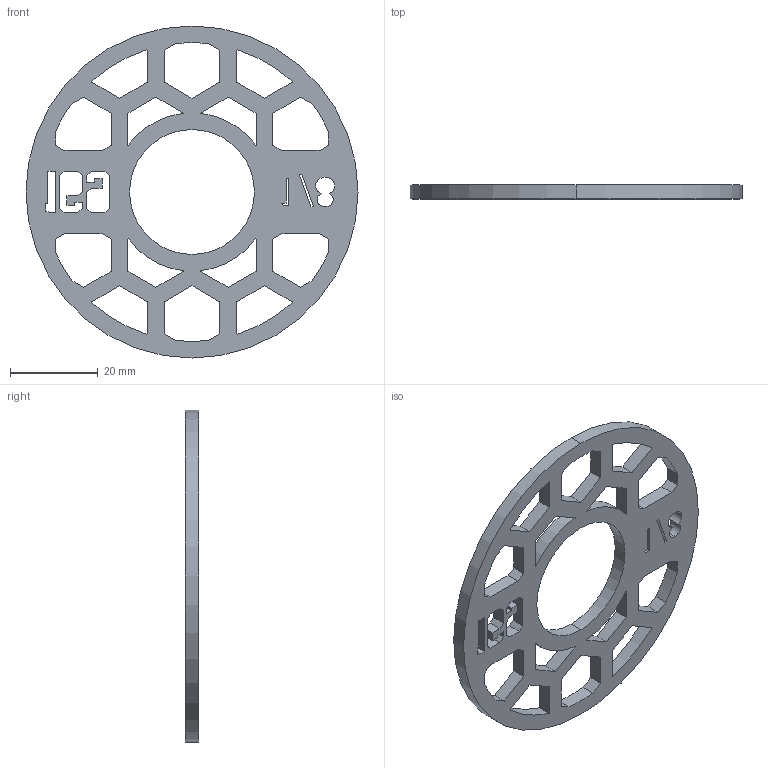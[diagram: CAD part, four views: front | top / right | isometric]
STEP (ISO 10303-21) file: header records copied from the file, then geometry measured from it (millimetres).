
FILE_DESCRIPTION (( 'STEP AP214' ), '1' );
FILE_NAME ('3in_Spacer_0.125.STEP', '2021-05-03T16:27:46', ( '' ), ( '' ), 'SwSTEP 2.0', 'SolidWorks 2019', '' );
FILE_SCHEMA (( 'AUTOMOTIVE_DESIGN' ));
Length unit declared in the file: inch
Products named in the file (1): 3in_Spacer_0.125
Bounding box: 75.69 x 3.17 x 75.69 mm (x, y, z)
Volume: 7746.1 mm3; surface area: 8122.1 mm2
Topology: 1 solids, 1 shells, 157 faces, 465 edges, 310 vertices
Faces by surface type: plane 129, cylinder 19, bspline 9
Entity records: 5735 total; most frequent: CARTESIAN_POINT 1430, ORIENTED_EDGE 930, DIRECTION 783, EDGE_CURVE 465, VECTOR 409, LINE 409, VERTEX_POINT 310, EDGE_LOOP 199
